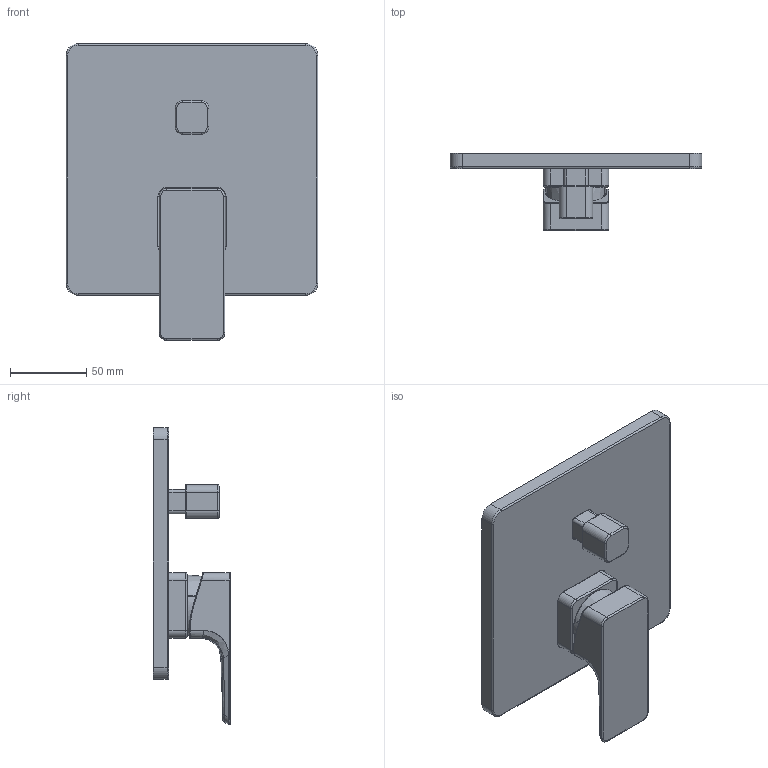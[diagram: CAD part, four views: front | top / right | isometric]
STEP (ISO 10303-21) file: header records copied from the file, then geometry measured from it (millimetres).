
FILE_DESCRIPTION(/* description */ (''),/* implementation_level */ '2;1');
FILE_NAME(/* name */ '3D_TVS112003000_Subway 3.step',/* time_stamp */ '2022-12-05T16:33:18+01:00',/* author */ (''),/* organization */ (''),/* preprocessor_version */ 'ST-DEVELOPER v19.2',/* originating_system */ 'Autodesk Translation Framework v11.17.0.187',/* authorisation */ '');
FILE_SCHEMA (('AUTOMOTIVE_DESIGN { 1 0 10303 214 3 1 1 }'));
Length unit declared in the file: millimetre
Products named in the file (9): (Nicht gespeichert); SBW3_S02_F-4 UPM mit Umsteller_Platte_02; Kartusche K-35OP_Geschlossen; K-35OP_Gehäuse; K-35OP_Stiftaufnahme; K-35OP_Stift; SBW3_S02_F-4 EHM_Hebel-kurz_Abstand 1,5; SBW3_S02_F-4 Kartuschenring; SBW3_S02_F-4 UPM_Umsteller_02
Assembly tree (8 placements, depth 3):
  (Nicht gespeichert)
    SBW3_S02_F-4 UPM mit Umsteller_Platte_02
    Kartusche K-35OP_Geschlossen
      K-35OP_Gehäuse
      K-35OP_Stiftaufnahme
      K-35OP_Stift
    SBW3_S02_F-4 EHM_Hebel-kurz_Abstand 1,5
    SBW3_S02_F-4 Kartuschenring
    SBW3_S02_F-4 UPM_Umsteller_02
Bounding box: 165 x 50.55 x 194.5 mm (x, y, z)
Volume: 329265.8 mm3; surface area: 89180.3 mm2
Topology: 4 solids, 4 shells, 220 faces, 501 edges, 294 vertices
Faces by surface type: cylinder 72, plane 61, bspline 45, torus 34, sphere 4, cone 4
Full cylindrical faces by diameter (mm): 30 x1, 35.7 x1
Entity records: 13302 total; most frequent: CARTESIAN_POINT 8296, DIRECTION 1015, ORIENTED_EDGE 998, EDGE_CURVE 499, AXIS2_PLACEMENT_3D 403, VERTEX_POINT 294, EDGE_LOOP 229, FACE_OUTER_BOUND 220
